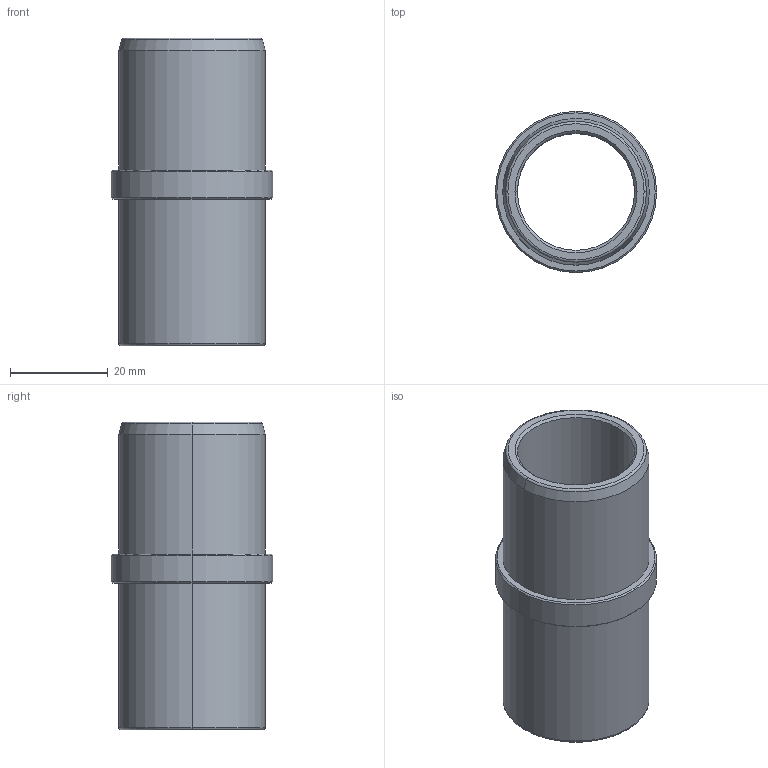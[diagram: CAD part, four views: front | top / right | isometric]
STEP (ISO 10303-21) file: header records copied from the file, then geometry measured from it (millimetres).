
FILE_DESCRIPTION(('STEP AP214'),'1');
FILE_NAME('cctmp_C1BB12EA-4A7A-4909-AA31-4E4D57F8AC53_2023_07_11_15_24_26_0622_97896..stp','2023-07-11T13:24:26',('Meusburger Georg GmbH & Co KG'),('CADClick - www.CADClick.com'),'Spatial InterOp 3D',' ','unknown authorization');
FILE_SCHEMA(('AUTOMOTIVE_DESIGN'));
Length unit declared in the file: millimetre
Products named in the file (1): E 11202_24-27_36
Bounding box: 33 x 33 x 63 mm (x, y, z)
Volume: 16780.6 mm3; surface area: 11354.7 mm2
Topology: 1 solids, 1 shells, 26 faces, 52 edges, 30 vertices
Faces by surface type: cone 8, cylinder 8, torus 6, plane 4
Entity records: 916 total; most frequent: DIRECTION 142, CARTESIAN_POINT 109, ORIENTED_EDGE 104, AXIS2_PLACEMENT_3D 63, EDGE_CURVE 52, CIRCLE 36, EDGE_LOOP 30, VERTEX_POINT 30
